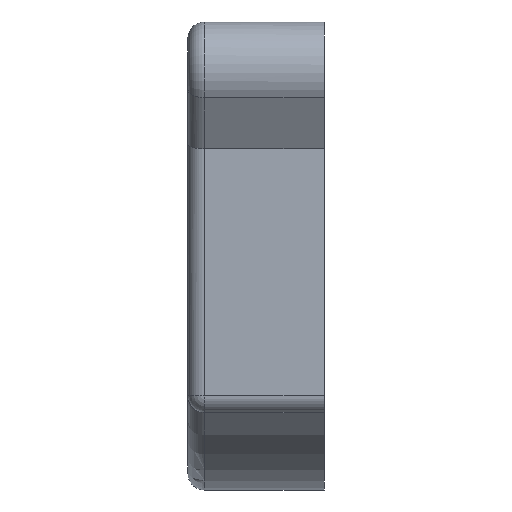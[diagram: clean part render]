
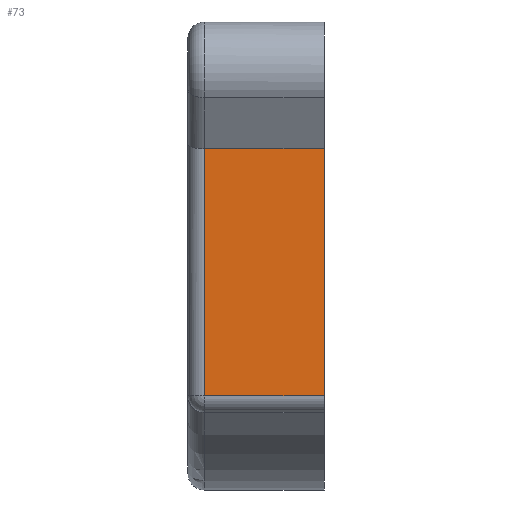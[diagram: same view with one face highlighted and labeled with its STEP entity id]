
A CAD part, left-side view. The second image highlights one B-rep face of the part: STEP entity #73.
In plain terms, the highlighted planar face has unit normal (-1, 0, 0).
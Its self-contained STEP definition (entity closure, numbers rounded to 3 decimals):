
#73 = ADVANCED_FACE ( 'NONE', ( #271 ), #1363, .F. ) ;
#157 = ORIENTED_EDGE ( 'NONE', *, *, #171, .T. ) ;
#171 = EDGE_CURVE ( 'NONE', #1011, #1412, #582, .T. ) ;
#199 = ORIENTED_EDGE ( 'NONE', *, *, #533, .F. ) ;
#259 = CARTESIAN_POINT ( 'NONE',  ( -13., 8.1, 6.372 ) ) ;
#271 = FACE_OUTER_BOUND ( 'NONE', #1089, .T. ) ;
#288 = ORIENTED_EDGE ( 'NONE', *, *, #1554, .T. ) ;
#305 = AXIS2_PLACEMENT_3D ( 'NONE', #259, #1678, #1250 ) ;
#337 = CARTESIAN_POINT ( 'NONE',  ( -13., 7.1, 6.372 ) ) ;
#411 = CARTESIAN_POINT ( 'NONE',  ( -13., 7.1, -8.3 ) ) ;
#494 = VECTOR ( 'NONE', #1312, 1000. ) ;
#497 = VECTOR ( 'NONE', #1117, 1000. ) ;
#503 = CARTESIAN_POINT ( 'NONE',  ( -13., 8.1, -8.3 ) ) ;
#514 = VECTOR ( 'NONE', #1492, 1000. ) ;
#533 = EDGE_CURVE ( 'NONE', #1011, #1750, #903, .T. ) ;
#582 = LINE ( 'NONE', #411, #497 ) ;
#622 = CARTESIAN_POINT ( 'NONE',  ( -13., 0., 6.372 ) ) ;
#896 = CARTESIAN_POINT ( 'NONE',  ( -13., 0., -8.3 ) ) ;
#903 = LINE ( 'NONE', #1690, #1775 ) ;
#927 = LINE ( 'NONE', #503, #514 ) ;
#1011 = VERTEX_POINT ( 'NONE', #337 ) ;
#1017 = VERTEX_POINT ( 'NONE', #896 ) ;
#1089 = EDGE_LOOP ( 'NONE', ( #199, #157, #288, #1484 ) ) ;
#1117 = DIRECTION ( 'NONE',  ( 0., 0., -1. ) ) ;
#1250 = DIRECTION ( 'NONE',  ( 0., 0., -1. ) ) ;
#1312 = DIRECTION ( 'NONE',  ( 0., 0., 1. ) ) ;
#1363 = PLANE ( 'NONE',  #305 ) ;
#1412 = VERTEX_POINT ( 'NONE', #1758 ) ;
#1481 = EDGE_CURVE ( 'NONE', #1017, #1750, #1612, .T. ) ;
#1484 = ORIENTED_EDGE ( 'NONE', *, *, #1481, .T. ) ;
#1492 = DIRECTION ( 'NONE',  ( 0., -1., 0. ) ) ;
#1554 = EDGE_CURVE ( 'NONE', #1412, #1017, #927, .T. ) ;
#1612 = LINE ( 'NONE', #622, #494 ) ;
#1678 = DIRECTION ( 'NONE',  ( 1., 0., 0. ) ) ;
#1690 = CARTESIAN_POINT ( 'NONE',  ( -13., 8.1, 6.372 ) ) ;
#1700 = DIRECTION ( 'NONE',  ( 0., -1., 0. ) ) ;
#1716 = CARTESIAN_POINT ( 'NONE',  ( -13., 0., 6.372 ) ) ;
#1750 = VERTEX_POINT ( 'NONE', #1716 ) ;
#1758 = CARTESIAN_POINT ( 'NONE',  ( -13., 7.1, -8.3 ) ) ;
#1775 = VECTOR ( 'NONE', #1700, 1000. ) ;
